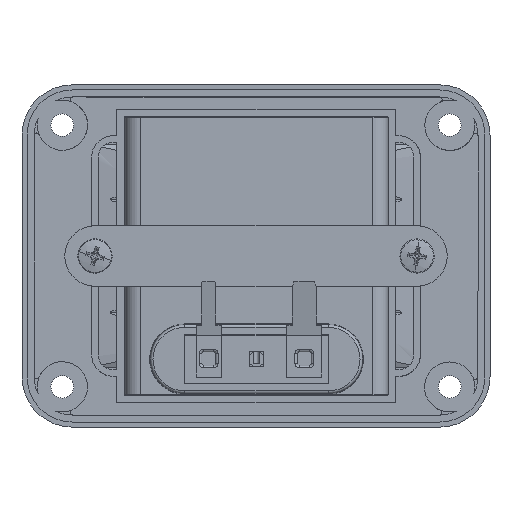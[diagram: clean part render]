
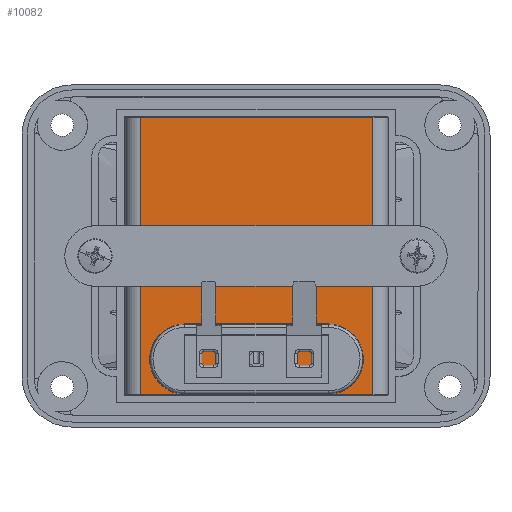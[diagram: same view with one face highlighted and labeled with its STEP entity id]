
A CAD part, front view. The second image highlights one B-rep face of the part: STEP entity #10082.
In plain terms, the highlighted planar face has unit normal (0, -1, 0).
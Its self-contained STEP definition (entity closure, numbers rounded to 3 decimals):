
#96 = EDGE_CURVE ( 'NONE', #2591, #6872, #8915, .T. ) ;
#438 = VERTEX_POINT ( 'NONE', #7215 ) ;
#457 = VECTOR ( 'NONE', #8648, 1000. ) ;
#1031 = DIRECTION ( 'NONE',  ( 0., -1., 0. ) ) ;
#1146 = ORIENTED_EDGE ( 'NONE', *, *, #4513, .F. ) ;
#1229 = DIRECTION ( 'NONE',  ( 0., 0., -1. ) ) ;
#1281 = ORIENTED_EDGE ( 'NONE', *, *, #4664, .T. ) ;
#1356 = EDGE_CURVE ( 'NONE', #13092, #438, #12525, .T. ) ;
#1438 = FACE_OUTER_BOUND ( 'NONE', #11488, .T. ) ;
#1539 = DIRECTION ( 'NONE',  ( 0., 0., 1. ) ) ;
#1593 = DIRECTION ( 'NONE',  ( 0., 1., 0. ) ) ;
#2021 = AXIS2_PLACEMENT_3D ( 'NONE', #4996, #1593, #11020 ) ;
#2250 = CARTESIAN_POINT ( 'NONE',  ( 14., -2.642, -25. ) ) ;
#2308 = DIRECTION ( 'NONE',  ( 0., 0., -1. ) ) ;
#2530 = VERTEX_POINT ( 'NONE', #11803 ) ;
#2573 = LINE ( 'NONE', #7400, #15262 ) ;
#2574 = EDGE_CURVE ( 'NONE', #6872, #2591, #10724, .T. ) ;
#2591 = VERTEX_POINT ( 'NONE', #5852 ) ;
#2619 = EDGE_CURVE ( 'NONE', #11046, #8557, #5154, .T. ) ;
#2844 = CIRCLE ( 'NONE', #4862, 1.5 ) ;
#3374 = DIRECTION ( 'NONE',  ( 0., -1., 0. ) ) ;
#3509 = VERTEX_POINT ( 'NONE', #7705 ) ;
#3740 = FACE_BOUND ( 'NONE', #7498, .T. ) ;
#3745 = EDGE_LOOP ( 'NONE', ( #4951, #12381 ) ) ;
#4032 = CARTESIAN_POINT ( 'NONE',  ( 14., -2.642, -23.5 ) ) ;
#4141 = DIRECTION ( 'NONE',  ( 0., 0., -1. ) ) ;
#4320 = ORIENTED_EDGE ( 'NONE', *, *, #2619, .F. ) ;
#4430 = VECTOR ( 'NONE', #4563, 1000. ) ;
#4513 = EDGE_CURVE ( 'NONE', #8557, #11046, #2844, .T. ) ;
#4563 = DIRECTION ( 'NONE',  ( 0., 0., -1. ) ) ;
#4642 = CARTESIAN_POINT ( 'NONE',  ( 0., -2.642, -19. ) ) ;
#4664 = EDGE_CURVE ( 'NONE', #10893, #2530, #2573, .T. ) ;
#4862 = AXIS2_PLACEMENT_3D ( 'NONE', #9307, #3374, #1539 ) ;
#4882 = AXIS2_PLACEMENT_3D ( 'NONE', #13558, #9992, #4141 ) ;
#4902 = DIRECTION ( 'NONE',  ( 0., -1., 0. ) ) ;
#4951 = ORIENTED_EDGE ( 'NONE', *, *, #1356, .F. ) ;
#4996 = CARTESIAN_POINT ( 'NONE',  ( -23.15, -2.642, 27.5 ) ) ;
#5052 = DIRECTION ( 'NONE',  ( 0., 0., 1. ) ) ;
#5154 = CIRCLE ( 'NONE', #7694, 1.5 ) ;
#5162 = CARTESIAN_POINT ( 'NONE',  ( 23.15, -2.642, 27.5 ) ) ;
#5427 = CARTESIAN_POINT ( 'NONE',  ( 14., -2.642, -22. ) ) ;
#5697 = ORIENTED_EDGE ( 'NONE', *, *, #9516, .F. ) ;
#5852 = CARTESIAN_POINT ( 'NONE',  ( 0., -2.642, -22. ) ) ;
#6090 = DIRECTION ( 'NONE',  ( 0., 0., 1. ) ) ;
#6197 = CARTESIAN_POINT ( 'NONE',  ( -23.15, -2.642, 27.5 ) ) ;
#6223 = ORIENTED_EDGE ( 'NONE', *, *, #2574, .F. ) ;
#6226 = CARTESIAN_POINT ( 'NONE',  ( -23.15, -2.642, -27.5 ) ) ;
#6872 = VERTEX_POINT ( 'NONE', #4642 ) ;
#7182 = ORIENTED_EDGE ( 'NONE', *, *, #96, .F. ) ;
#7215 = CARTESIAN_POINT ( 'NONE',  ( -14., -2.642, -22. ) ) ;
#7238 = LINE ( 'NONE', #6197, #457 ) ;
#7400 = CARTESIAN_POINT ( 'NONE',  ( -23.15, -2.642, -27.5 ) ) ;
#7498 = EDGE_LOOP ( 'NONE', ( #4320, #1146 ) ) ;
#7694 = AXIS2_PLACEMENT_3D ( 'NONE', #4032, #4902, #5052 ) ;
#7705 = CARTESIAN_POINT ( 'NONE',  ( -23.15, -2.642, 27.5 ) ) ;
#7710 = CIRCLE ( 'NONE', #11514, 1.5 ) ;
#8513 = DIRECTION ( 'NONE',  ( 0., 0., -1. ) ) ;
#8557 = VERTEX_POINT ( 'NONE', #2250 ) ;
#8633 = FACE_BOUND ( 'NONE', #3745, .T. ) ;
#8648 = DIRECTION ( 'NONE',  ( 1., 0., 0. ) ) ;
#8785 = FACE_BOUND ( 'NONE', #12057, .T. ) ;
#8915 = CIRCLE ( 'NONE', #4882, 1.5 ) ;
#9307 = CARTESIAN_POINT ( 'NONE',  ( 14., -2.642, -23.5 ) ) ;
#9516 = EDGE_CURVE ( 'NONE', #3509, #13429, #7238, .T. ) ;
#9621 = DIRECTION ( 'NONE',  ( 0., -1., 0. ) ) ;
#9651 = LINE ( 'NONE', #12418, #12589 ) ;
#9992 = DIRECTION ( 'NONE',  ( 0., -1., 0. ) ) ;
#10082 = ADVANCED_FACE ( 'NONE', ( #8633, #3740, #8785, #1438 ), #14656, .F. ) ;
#10450 = ORIENTED_EDGE ( 'NONE', *, *, #11153, .T. ) ;
#10489 = EDGE_CURVE ( 'NONE', #2530, #13429, #9651, .T. ) ;
#10581 = CARTESIAN_POINT ( 'NONE',  ( -23.15, -2.642, 27.5 ) ) ;
#10724 = CIRCLE ( 'NONE', #11495, 1.5 ) ;
#10893 = VERTEX_POINT ( 'NONE', #6226 ) ;
#11020 = DIRECTION ( 'NONE',  ( 0., 0., 1. ) ) ;
#11046 = VERTEX_POINT ( 'NONE', #5427 ) ;
#11124 = DIRECTION ( 'NONE',  ( 1., 0., 0. ) ) ;
#11153 = EDGE_CURVE ( 'NONE', #3509, #10893, #11624, .T. ) ;
#11260 = CARTESIAN_POINT ( 'NONE',  ( -14., -2.642, -23.5 ) ) ;
#11338 = EDGE_CURVE ( 'NONE', #438, #13092, #7710, .T. ) ;
#11488 = EDGE_LOOP ( 'NONE', ( #1281, #13404, #5697, #10450 ) ) ;
#11495 = AXIS2_PLACEMENT_3D ( 'NONE', #11956, #1031, #2308 ) ;
#11514 = AXIS2_PLACEMENT_3D ( 'NONE', #11260, #9621, #1229 ) ;
#11624 = LINE ( 'NONE', #10581, #4430 ) ;
#11803 = CARTESIAN_POINT ( 'NONE',  ( 23.15, -2.642, -27.5 ) ) ;
#11869 = DIRECTION ( 'NONE',  ( 0., -1., 0. ) ) ;
#11956 = CARTESIAN_POINT ( 'NONE',  ( 0., -2.642, -20.5 ) ) ;
#12057 = EDGE_LOOP ( 'NONE', ( #7182, #6223 ) ) ;
#12264 = AXIS2_PLACEMENT_3D ( 'NONE', #15646, #11869, #8513 ) ;
#12381 = ORIENTED_EDGE ( 'NONE', *, *, #11338, .F. ) ;
#12418 = CARTESIAN_POINT ( 'NONE',  ( 23.15, -2.642, 27.5 ) ) ;
#12525 = CIRCLE ( 'NONE', #12264, 1.5 ) ;
#12589 = VECTOR ( 'NONE', #6090, 1000. ) ;
#13092 = VERTEX_POINT ( 'NONE', #15146 ) ;
#13404 = ORIENTED_EDGE ( 'NONE', *, *, #10489, .T. ) ;
#13429 = VERTEX_POINT ( 'NONE', #5162 ) ;
#13558 = CARTESIAN_POINT ( 'NONE',  ( 0., -2.642, -20.5 ) ) ;
#14656 = PLANE ( 'NONE',  #2021 ) ;
#15146 = CARTESIAN_POINT ( 'NONE',  ( -14., -2.642, -25. ) ) ;
#15262 = VECTOR ( 'NONE', #11124, 1000. ) ;
#15646 = CARTESIAN_POINT ( 'NONE',  ( -14., -2.642, -23.5 ) ) ;
